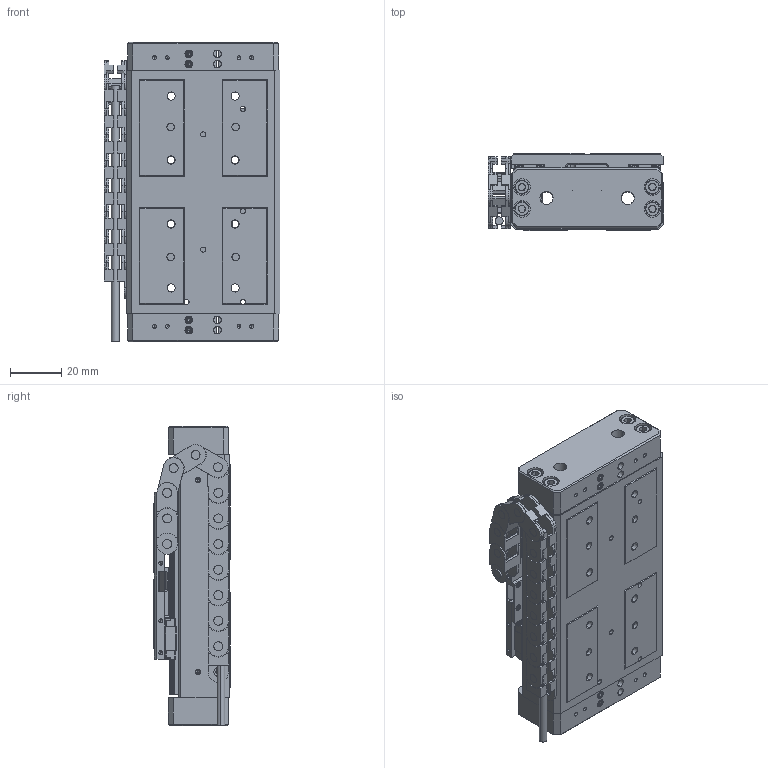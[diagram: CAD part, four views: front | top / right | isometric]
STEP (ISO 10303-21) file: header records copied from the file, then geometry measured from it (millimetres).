
FILE_DESCRIPTION (( 'STEP AP214' ), '1' );
FILE_NAME ('PPS-60-11XXX.STEP', '2023-03-01T22:37:58', ( '' ), ( '' ), 'SwSTEP 2.0', 'SolidWorks 2020', '' );
FILE_SCHEMA (( 'AUTOMOTIVE_DESIGN' ));
Length unit declared in the file: millimetre
Products named in the file (19): SCREW, SHCS-S, M-DIN_M2 x 0.4 x 03mm; 130174 PPS-60, Bearing Block; IGUS chain, PPS-60_050mm; SCREW, MS-PPH, M-JCIS_M1.6 x 0.35 x 4mm; Cable Chain exit cable; Dowel Pin, M-DIN_M01.5 x 005; PPS-60-11XXX; SCREW, SHCS-S, M-DIN_M3 x 0.5 x 12mm; 430561 Dowel Pin Press Fit Assembly_PPS-60 Piezo Endplate (No Dowel Pins); IGUS chain link; 430562 PPS-60, Cable Clamp, Carriage; 430561 PPS-60, End Support, Linear Shaft_Tapped Hole Modification ; PPS-60, Base, Master Part_025mm; 430675 PPS-60, Piezo Motor Carriage, L65mm; 130174 Bearing Slide Rail, PPS-60_025mm; SCREW, MS-PPH, M-JCIS_M2 x 0.4 x 6mm; IGUS chain, end link; Set Screw, Cup-H, M-DIN_M3 x 0.5 x 04mm
Assembly tree (66 placements, depth 3):
  PPS-60-11XXX
    PPS-60, Base, Master Part_025mm
    430562 PPS-60, Cable Clamp, Carriage
    SCREW, SHCS-S, M-DIN_M3 x 0.5 x 12mm  x8
    SCREW, MS-PPH, M-JCIS_M1.6 x 0.35 x 4mm  x4
    SCREW, SHCS-S, M-DIN_M2 x 0.4 x 03mm  x8
    Dowel Pin, M-DIN_M01.5 x 005  x2
    130174 PPS-60, Bearing Block  x4
    130174 Bearing Slide Rail, PPS-60_025mm  x2
    SCREW, MS-PPH, M-JCIS_M2 x 0.4 x 6mm  x12
    430675 PPS-60, Piezo Motor Carriage, L65mm
    430561 Dowel Pin Press Fit Assembly_PPS-60 Piezo Endplate (No Dowel Pins)
      430561 PPS-60, End Support, Linear Shaft_Tapped Hole Modification 
    430561 Dowel Pin Press Fit Assembly_PPS-60 Piezo Endplate (No Dowel Pins)
      430561 PPS-60, End Support, Linear Shaft_Tapped Hole Modification 
    Set Screw, Cup-H, M-DIN_M3 x 0.5 x 04mm  x4
    IGUS chain, PPS-60_050mm
      IGUS chain, end link
      IGUS chain link  x12
    Cable Chain exit cable
Bounding box: 68.7 x 30 x 117 mm (x, y, z)
Volume: 109929.6 mm3; surface area: 68536.4 mm2
Topology: 63 solids, 63 shells, 3762 faces, 9335 edges, 5768 vertices
Faces by surface type: plane 1848, cylinder 1181, cone 504, torus 228, bspline 1
Entity records: 46305 total; most frequent: CARTESIAN_POINT 8616, DIRECTION 7763, ORIENTED_EDGE 7068, EDGE_CURVE 3534, AXIS2_PLACEMENT_3D 2850, VERTEX_POINT 2271, VECTOR 2063, LINE 2063
